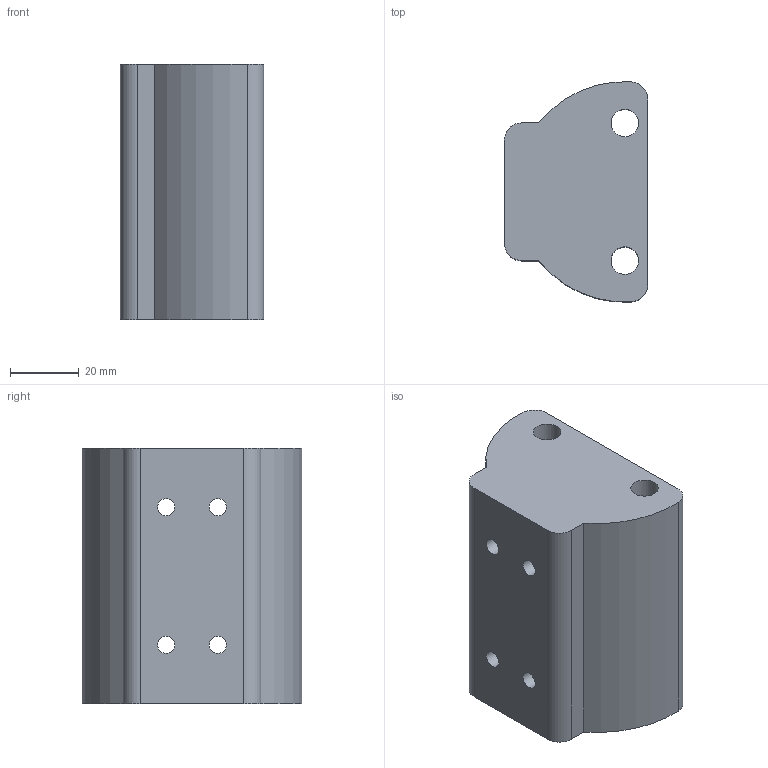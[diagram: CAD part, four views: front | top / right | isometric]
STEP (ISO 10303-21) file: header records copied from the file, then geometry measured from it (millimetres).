
FILE_DESCRIPTION(/* description */ (''),/* implementation_level */ '2;1');
FILE_NAME(/* name */ 'Pedal face mount.step',/* time_stamp */ '2023-08-18T11:36:26+02:00',/* author */ (''),/* organization */ (''),/* preprocessor_version */ 'ST-DEVELOPER v20',/* originating_system */ 'Autodesk Translation Framework v12.9.0.99',/* authorisation */ '');
FILE_SCHEMA (('AUTOMOTIVE_DESIGN { 1 0 10303 214 3 1 1 }'));
Length unit declared in the file: millimetre
Products named in the file (2): DiyActivePedal; Pedal mount
Assembly tree (1 placements, depth 2):
  DiyActivePedal
    Pedal mount
Bounding box: 41.63 x 63.9 x 74.3 mm (x, y, z)
Volume: 150244.5 mm3; surface area: 25572.2 mm2
Topology: 1 solids, 1 shells, 46 faces, 120 edges, 80 vertices
Faces by surface type: plane 34, cylinder 12
Full cylindrical faces by diameter (mm): 5 x4, 8 x2
Entity records: 1492 total; most frequent: CARTESIAN_POINT 249, DIRECTION 242, ORIENTED_EDGE 240, EDGE_CURVE 120, LINE 96, VECTOR 96, VERTEX_POINT 80, AXIS2_PLACEMENT_3D 73
